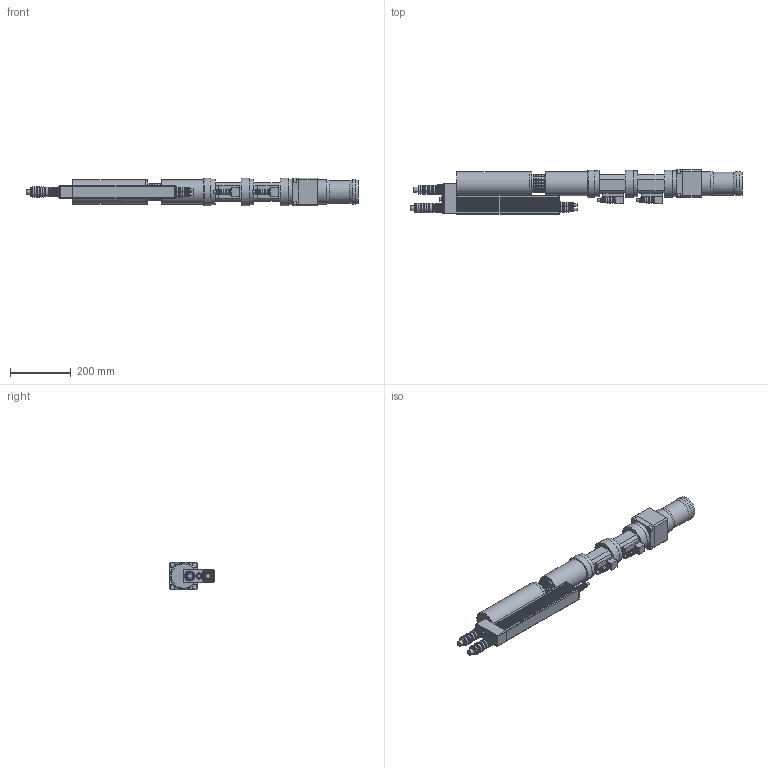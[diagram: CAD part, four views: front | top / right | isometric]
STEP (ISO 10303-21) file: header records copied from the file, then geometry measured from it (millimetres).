
FILE_DESCRIPTION((''),'2;1');
FILE_NAME('947590A9.stp','2011-03-25T13:07:07',('e4c32'),(''),'Autodesk Inventor 11','Autodesk Inventor 11','');
FILE_SCHEMA(('AUTOMOTIVE_DESIGN { 1 0 10303 214 1 1 1 1 }'));
Length unit declared in the file: millimetre
Products named in the file (7): 4K2B-4ZA; 4ZA_IPT_001.ipt_Gerader Abtrieb; 4KXB_IPT_001; 4BTS-4BXA_IPT_001.ipt_Motor und Getriebe; 961089-002_IPT_002.ipt_Stecker gerade; 961104-005_IPT_002.ipt_Stecker gerade; 961104-005_IPT_001.ipt_Stecker gerade
Assembly tree (10 placements, depth 2):
  4K2B-4ZA
    4ZA_IPT_001.ipt_Gerader Abtrieb
    4KXB_IPT_001  x2
    4BTS-4BXA_IPT_001.ipt_Motor und Getriebe
    961089-002_IPT_002.ipt_Stecker gerade  x4
    961104-005_IPT_002.ipt_Stecker gerade
    961104-005_IPT_001.ipt_Stecker gerade
Bounding box: 1089.2 x 144.38 x 90 mm (x, y, z)
Volume: 5816962.9 mm3; surface area: 487038.3 mm2
Topology: 10 solids, 10 shells, 977 faces, 2251 edges, 1425 vertices
Faces by surface type: plane 638, cylinder 264, cone 45, torus 24, bspline 6
Full cylindrical faces by diameter (mm): 5.5 x4, 8 x4, 12 x1, 13 x1, 13.4 x4, 13.5 x2, 14 x20, 14.2 x4, 15.5 x2, 15.517 x4, 16 x13, 16.5 x2, 17.5 x2, 17.587 x8, 18 x7, 18.7 x8, 20 x6, 22.5 x2, 24 x1, 25 x1, 25.5 x1, 26.4 x1, 27.047 x1, 28 x2, 28.5 x1, 29 x1, 29.4 x3, 29.5 x2, 29.8 x4, 30 x4
Entity records: 22529 total; most frequent: CARTESIAN_POINT 4483, DIRECTION 3659, ORIENTED_EDGE 3554, EDGE_CURVE 1777, AXIS2_PLACEMENT_3D 1304, VERTEX_POINT 1219, EDGE_LOOP 1062, VECTOR 1051
